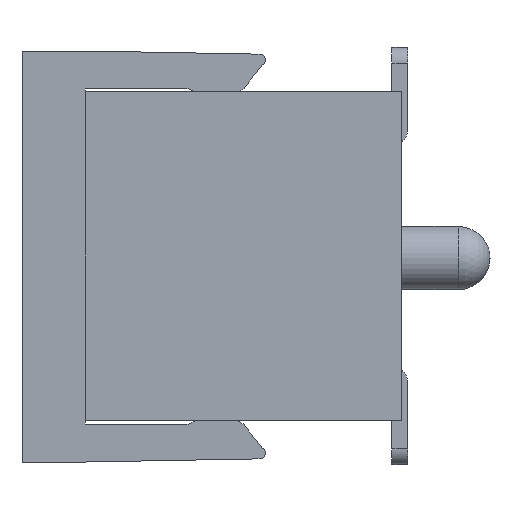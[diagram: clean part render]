
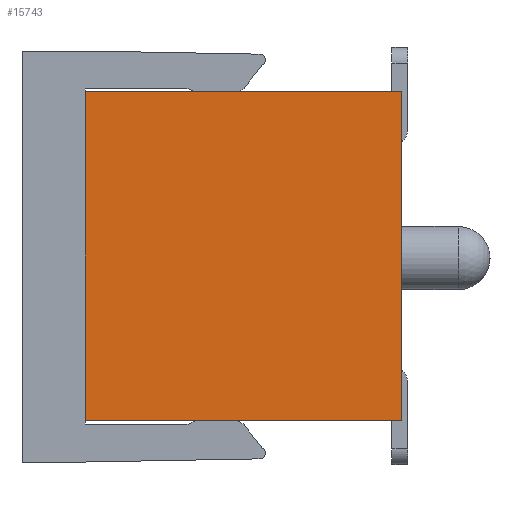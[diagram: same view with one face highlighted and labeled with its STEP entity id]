
A CAD part, left-side view. The second image highlights one B-rep face of the part: STEP entity #15743.
In plain terms, the highlighted planar face has unit normal (-1, 0, 0).
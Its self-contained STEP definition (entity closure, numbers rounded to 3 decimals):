
#12285=CARTESIAN_POINT('',(25.4,6.4,-0.2));
#12286=VERTEX_POINT('',#12285);
#12364=CARTESIAN_POINT('',(25.4,6.4,-5.4));
#12365=VERTEX_POINT('',#12364);
#12375=CARTESIAN_POINT('',(25.4,6.4,-0.2));
#12376=CARTESIAN_POINT('',(25.4,6.4,-1.24));
#12377=CARTESIAN_POINT('',(25.4,6.4,-2.28));
#12378=CARTESIAN_POINT('',(25.4,6.4,-3.32));
#12379=CARTESIAN_POINT('',(25.4,6.4,-4.36));
#12380=CARTESIAN_POINT('',(25.4,6.4,-5.4));
#12381=B_SPLINE_CURVE_WITH_KNOTS('',5,(#12375,#12376,#12377,#12378,#12379,#12380),.UNSPECIFIED.,.F.,.U.,(6,6),(0.,5.2),.UNSPECIFIED.);
#12382=EDGE_CURVE('',#12286,#12365,#12381,.T.);
#15691=CARTESIAN_POINT('',(25.4,3.9,-2.8));
#15692=DIRECTION('',(0.,0.,1.));
#15693=DIRECTION('',(-1.,0.,0.));
#15694=AXIS2_PLACEMENT_3D('',#15691,#15693,#15692);
#15695=PLANE('',#15694);
#15696=CARTESIAN_POINT('',(25.4,1.4,-5.4));
#15697=VERTEX_POINT('',#15696);
#15698=CARTESIAN_POINT('',(25.4,1.8,-5.4));
#15699=VERTEX_POINT('',#15698);
#15700=CARTESIAN_POINT('',(25.4,1.4,-5.4));
#15701=DIRECTION('',(0.,1.,0.));
#15702=VECTOR('',#15701,0.4);
#15703=LINE('',#15700,#15702);
#15704=EDGE_CURVE('',#15697,#15699,#15703,.T.);
#15705=ORIENTED_EDGE('',*,*,#15704,.F.);
#15706=CARTESIAN_POINT('',(25.4,1.4,-0.2));
#15707=VERTEX_POINT('',#15706);
#15708=CARTESIAN_POINT('',(25.4,1.4,-0.2));
#15709=DIRECTION('',(0.,0.,-1.));
#15710=VECTOR('',#15709,5.2);
#15711=LINE('',#15708,#15710);
#15712=EDGE_CURVE('',#15707,#15697,#15711,.T.);
#15713=ORIENTED_EDGE('',*,*,#15712,.F.);
#15714=CARTESIAN_POINT('',(25.4,1.8,-0.2));
#15715=VERTEX_POINT('',#15714);
#15716=CARTESIAN_POINT('',(25.4,1.4,-0.2));
#15717=DIRECTION('',(0.,1.,0.));
#15718=VECTOR('',#15717,0.4);
#15719=LINE('',#15716,#15718);
#15720=EDGE_CURVE('',#15707,#15715,#15719,.T.);
#15721=ORIENTED_EDGE('',*,*,#15720,.T.);
#15722=CARTESIAN_POINT('',(25.4,1.8,-0.2));
#15723=CARTESIAN_POINT('',(25.4,2.72,-0.2));
#15724=CARTESIAN_POINT('',(25.4,3.64,-0.2));
#15725=CARTESIAN_POINT('',(25.4,4.56,-0.2));
#15726=CARTESIAN_POINT('',(25.4,5.48,-0.2));
#15727=CARTESIAN_POINT('',(25.4,6.4,-0.2));
#15728=B_SPLINE_CURVE_WITH_KNOTS('',5,(#15722,#15723,#15724,#15725,#15726,#15727),.UNSPECIFIED.,.F.,.U.,(6,6),(0.,4.6),.UNSPECIFIED.);
#15729=EDGE_CURVE('',#15715,#12286,#15728,.T.);
#15730=ORIENTED_EDGE('',*,*,#15729,.T.);
#15731=ORIENTED_EDGE('',*,*,#12382,.T.);
#15732=CARTESIAN_POINT('',(25.4,6.4,-5.4));
#15733=CARTESIAN_POINT('',(25.4,5.48,-5.4));
#15734=CARTESIAN_POINT('',(25.4,4.56,-5.4));
#15735=CARTESIAN_POINT('',(25.4,3.64,-5.4));
#15736=CARTESIAN_POINT('',(25.4,2.72,-5.4));
#15737=CARTESIAN_POINT('',(25.4,1.8,-5.4));
#15738=B_SPLINE_CURVE_WITH_KNOTS('',5,(#15732,#15733,#15734,#15735,#15736,#15737),.UNSPECIFIED.,.F.,.U.,(6,6),(0.,4.6),.UNSPECIFIED.);
#15739=EDGE_CURVE('',#12365,#15699,#15738,.T.);
#15740=ORIENTED_EDGE('',*,*,#15739,.T.);
#15741=EDGE_LOOP('',(#15705,#15713,#15721,#15730,#15731,#15740));
#15742=FACE_OUTER_BOUND('',#15741,.T.);
#15743=ADVANCED_FACE('',(#15742),#15695,.T.);
